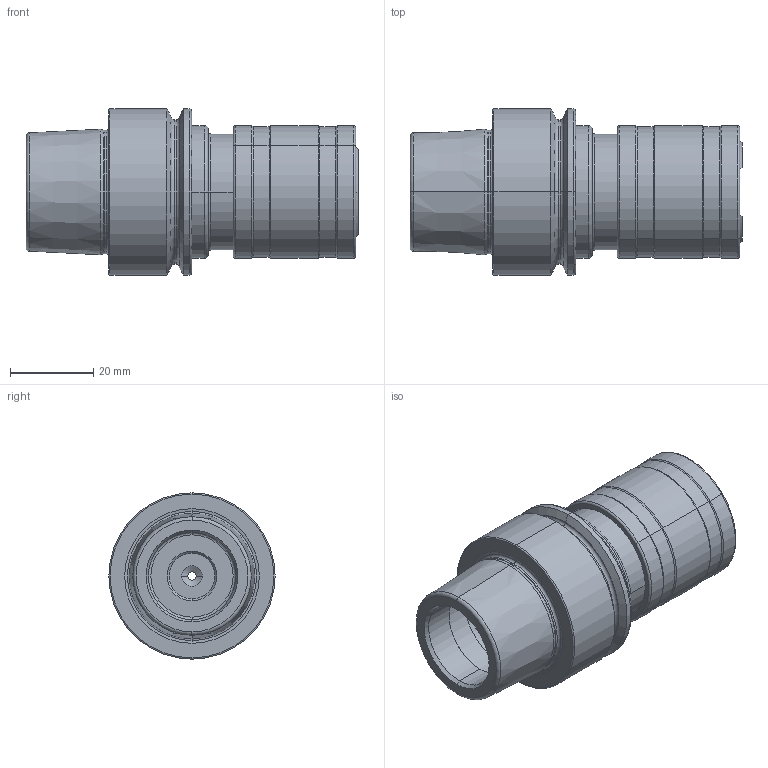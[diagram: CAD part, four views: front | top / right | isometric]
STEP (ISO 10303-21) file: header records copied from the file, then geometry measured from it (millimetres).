
FILE_DESCRIPTION (( 'STEP AP214' ), '1' );
FILE_NAME ('HE4.Go1.K01.060.STEP', '2023-09-08T11:33:03', ( '' ), ( '' ), 'SwSTEP 2.0', 'SolidWorks 2017', '' );
FILE_SCHEMA (( 'AUTOMOTIVE_DESIGN' ));
Length unit declared in the file: millimetre
Products named in the file (10): Go1-ER1.019.008_A; Go1-ER1.032.030_A; Go1-ER4.001.005; HE4.Go1.K01.060; Go1-ER3.019.001_gespannt; Go1-ER3.025.001_gespannt; Go1-ER2.008.021_gespannt; HE4-Go1.K01.060_A_Fertigbearbeitung; Go1-ER2.028.032_vorgespannt; U00-Go1.K01.000_f〉 Baugruppe
Assembly tree (11 placements, depth 3):
  HE4.Go1.K01.060
    HE4-Go1.K01.060_A_Fertigbearbeitung
    U00-Go1.K01.000_f〉 Baugruppe
      Go1-ER1.019.008_A
      Go1-ER2.028.032_vorgespannt
      Go1-ER2.008.021_gespannt
      Go1-ER3.025.001_gespannt
      Go1-ER3.019.001_gespannt
      Go1-ER1.032.030_A
      Go1-ER4.001.005  x3
Bounding box: 79.9 x 40 x 40 mm (x, y, z)
Volume: 46571 mm3; surface area: 24233.4 mm2
Topology: 10 solids, 10 shells, 301 faces, 688 edges, 406 vertices
Faces by surface type: cylinder 97, torus 76, cone 61, plane 51, bspline 10, sphere 6
Entity records: 15684 total; most frequent: CARTESIAN_POINT 8205, DIRECTION 1512, ORIENTED_EDGE 1322, AXIS2_PLACEMENT_3D 667, EDGE_CURVE 661, VERTEX_POINT 389, CIRCLE 365, EDGE_LOOP 324
